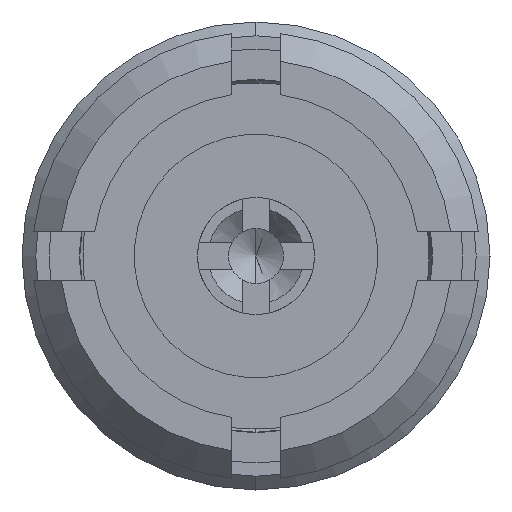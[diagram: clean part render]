
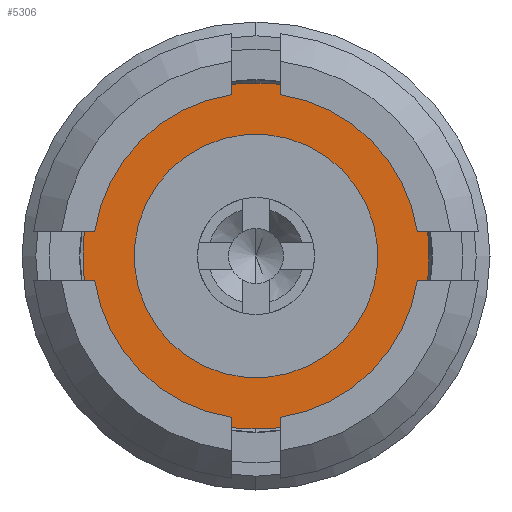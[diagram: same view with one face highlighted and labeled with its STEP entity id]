
A CAD part, left-side view. The second image highlights one B-rep face of the part: STEP entity #5306.
In plain terms, the highlighted face is planar.
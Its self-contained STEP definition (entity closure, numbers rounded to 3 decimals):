
#852 = CIRCLE ( 'NONE', #5040, 0.885 ) ;
#873 = DIRECTION ( 'NONE',  ( 0., 0., 1. ) ) ;
#951 = DIRECTION ( 'NONE',  ( 0., 0., 1. ) ) ;
#996 = EDGE_CURVE ( 'NONE', #5174, #3308, #4435, .T. ) ;
#1462 = DIRECTION ( 'NONE',  ( 0.996, 0.087, 0. ) ) ;
#1476 = DIRECTION ( 'NONE',  ( 0.996, 0.087, 0. ) ) ;
#1496 = CARTESIAN_POINT ( 'NONE',  ( 0., 0., 6.12 ) ) ;
#1503 = AXIS2_PLACEMENT_3D ( 'NONE', #4201, #2634, #4179 ) ;
#1611 = CIRCLE ( 'NONE', #4006, 0.885 ) ;
#1648 = EDGE_LOOP ( 'NONE', ( #1730, #6353 ) ) ;
#1694 = CIRCLE ( 'NONE', #1503, 1.26 ) ;
#1730 = ORIENTED_EDGE ( 'NONE', *, *, #2854, .F. ) ;
#1746 = FACE_BOUND ( 'NONE', #1648, .T. ) ;
#1877 = CARTESIAN_POINT ( 'NONE',  ( 0., 0., 6.12 ) ) ;
#2477 = CARTESIAN_POINT ( 'NONE',  ( -0.882, -0.077, 6.12 ) ) ;
#2479 = EDGE_CURVE ( 'NONE', #3308, #5174, #1694, .T. ) ;
#2502 = PLANE ( 'NONE',  #5619 ) ;
#2634 = DIRECTION ( 'NONE',  ( 0., 0., 1. ) ) ;
#2671 = ORIENTED_EDGE ( 'NONE', *, *, #996, .T. ) ;
#2854 = EDGE_CURVE ( 'NONE', #3973, #3637, #1611, .T. ) ;
#3308 = VERTEX_POINT ( 'NONE', #6321 ) ;
#3435 = EDGE_LOOP ( 'NONE', ( #2671, #5098 ) ) ;
#3437 = CARTESIAN_POINT ( 'NONE',  ( 0., 0., 6.12 ) ) ;
#3637 = VERTEX_POINT ( 'NONE', #2477 ) ;
#3745 = DIRECTION ( 'NONE',  ( -0.996, -0.087, 0. ) ) ;
#3973 = VERTEX_POINT ( 'NONE', #4907 ) ;
#4006 = AXIS2_PLACEMENT_3D ( 'NONE', #1877, #5988, #5350 ) ;
#4047 = CARTESIAN_POINT ( 'NONE',  ( -0.11, 1.255, 6.12 ) ) ;
#4179 = DIRECTION ( 'NONE',  ( 0.996, 0.087, 0. ) ) ;
#4201 = CARTESIAN_POINT ( 'NONE',  ( 0., 0., 6.12 ) ) ;
#4435 = CIRCLE ( 'NONE', #4454, 1.26 ) ;
#4454 = AXIS2_PLACEMENT_3D ( 'NONE', #1496, #951, #1476 ) ;
#4712 = FACE_OUTER_BOUND ( 'NONE', #3435, .T. ) ;
#4907 = CARTESIAN_POINT ( 'NONE',  ( 0.882, 0.077, 6.12 ) ) ;
#5040 = AXIS2_PLACEMENT_3D ( 'NONE', #3437, #873, #1462 ) ;
#5070 = DIRECTION ( 'NONE',  ( 0., 0., -1. ) ) ;
#5098 = ORIENTED_EDGE ( 'NONE', *, *, #2479, .T. ) ;
#5174 = VERTEX_POINT ( 'NONE', #6466 ) ;
#5306 = ADVANCED_FACE ( 'NONE', ( #1746, #4712 ), #2502, .F. ) ;
#5350 = DIRECTION ( 'NONE',  ( 0.996, 0.087, 0. ) ) ;
#5365 = EDGE_CURVE ( 'NONE', #3637, #3973, #852, .T. ) ;
#5619 = AXIS2_PLACEMENT_3D ( 'NONE', #4047, #5070, #3745 ) ;
#5988 = DIRECTION ( 'NONE',  ( 0., 0., 1. ) ) ;
#6321 = CARTESIAN_POINT ( 'NONE',  ( -1.255, -0.11, 6.12 ) ) ;
#6353 = ORIENTED_EDGE ( 'NONE', *, *, #5365, .F. ) ;
#6466 = CARTESIAN_POINT ( 'NONE',  ( 1.255, 0.11, 6.12 ) ) ;
